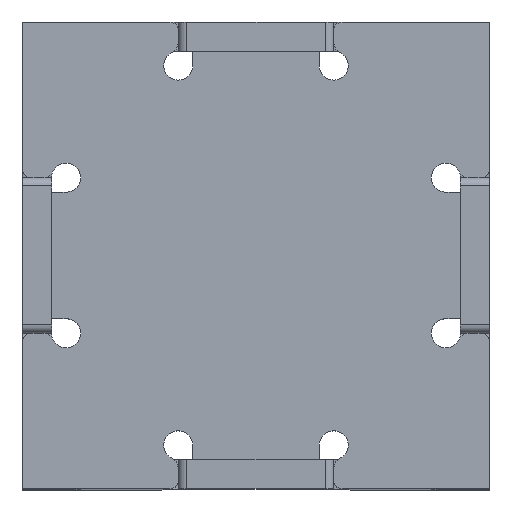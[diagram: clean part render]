
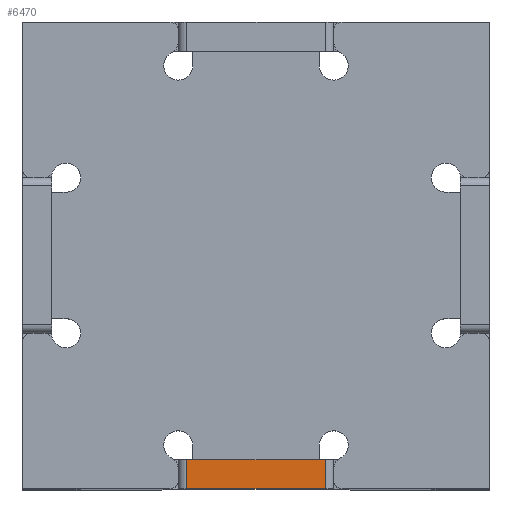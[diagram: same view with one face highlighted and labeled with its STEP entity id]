
A CAD part, top view. The second image highlights one B-rep face of the part: STEP entity #6470.
In plain terms, the highlighted planar face has unit normal (0, 0, 1).
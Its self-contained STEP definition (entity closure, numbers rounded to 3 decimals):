
#101=PLANE('',#6995);
#318=FACE_OUTER_BOUND('',#660,.T.);
#660=EDGE_LOOP('',(#4775,#4776,#4777,#4778));
#1030=LINE('',#9941,#1674);
#1115=LINE('',#10202,#1759);
#1116=LINE('',#10205,#1760);
#1117=LINE('',#10206,#1761);
#1674=VECTOR('',#7888,10.);
#1759=VECTOR('',#8133,10.);
#1760=VECTOR('',#8136,10.);
#1761=VECTOR('',#8137,10.);
#2681=VERTEX_POINT('',#9938);
#2682=VERTEX_POINT('',#9940);
#2777=VERTEX_POINT('',#10198);
#2779=VERTEX_POINT('',#10204);
#3407=EDGE_CURVE('',#2682,#2681,#1030,.T.);
#3538=EDGE_CURVE('',#2682,#2777,#1115,.T.);
#3539=EDGE_CURVE('',#2779,#2681,#1116,.T.);
#3540=EDGE_CURVE('',#2777,#2779,#1117,.T.);
#4775=ORIENTED_EDGE('',*,*,#3538,.F.);
#4776=ORIENTED_EDGE('',*,*,#3407,.T.);
#4777=ORIENTED_EDGE('',*,*,#3539,.F.);
#4778=ORIENTED_EDGE('',*,*,#3540,.F.);
#6470=ADVANCED_FACE('',(#318),#101,.T.);
#6995=AXIS2_PLACEMENT_3D('',#10203,#8134,#8135);
#7888=DIRECTION('',(1.,0.,0.));
#8133=DIRECTION('',(0.,1.,0.));
#8134=DIRECTION('center_axis',(0.,0.,1.));
#8135=DIRECTION('ref_axis',(1.,0.,0.));
#8136=DIRECTION('',(0.,-1.,0.));
#8137=DIRECTION('',(1.,0.,0.));
#9938=CARTESIAN_POINT('',(50.213,-168.75,21.));
#9940=CARTESIAN_POINT('',(-50.212,-168.75,21.));
#9941=CARTESIAN_POINT('',(-168.75,-168.75,21.));
#10198=CARTESIAN_POINT('',(-50.212,-147.75,21.));
#10202=CARTESIAN_POINT('',(-50.212,-168.75,21.));
#10203=CARTESIAN_POINT('Origin',(-56.25,-168.75,21.));
#10204=CARTESIAN_POINT('',(50.213,-147.75,21.));
#10205=CARTESIAN_POINT('',(50.213,-168.75,21.));
#10206=CARTESIAN_POINT('',(-168.75,-147.75,21.));
